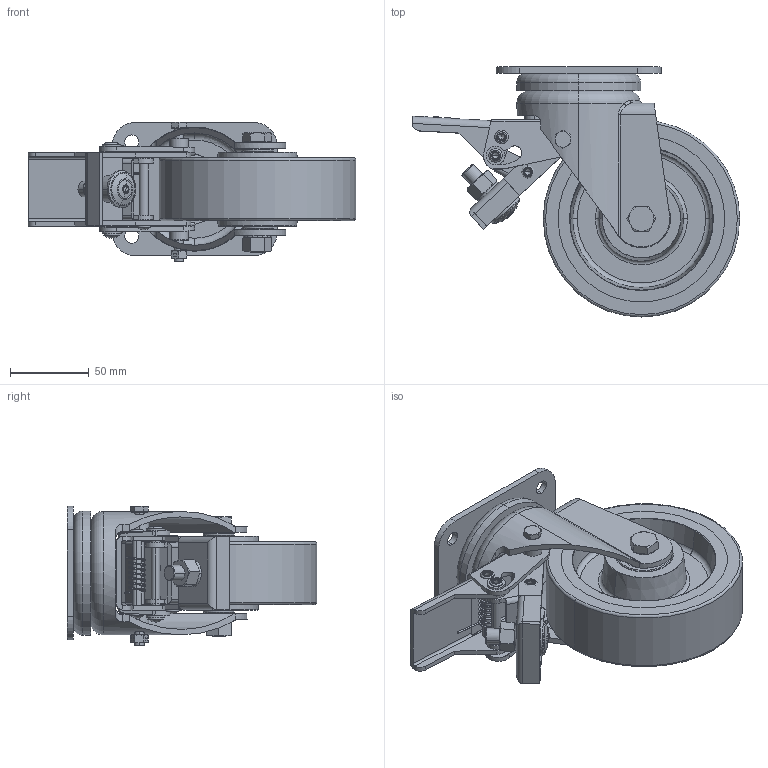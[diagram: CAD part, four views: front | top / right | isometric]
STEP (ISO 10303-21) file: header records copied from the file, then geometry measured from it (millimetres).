
FILE_DESCRIPTION (( 'STEP AP214' ), '1' );
FILE_NAME ('0012034_L-HO-PUZG-125-K-3-DSV-B40.STEP', '2016-11-30T11:17:13', ( '' ), ( '' ), 'SwSTEP 2.0', 'SolidWorks 2016', '' );
FILE_SCHEMA (( 'AUTOMOTIVE_DESIGN' ));
Length unit declared in the file: millimetre
Products named in the file (1): 0012034_L-HO-PUZG-125-K-3-DSV-B40
Bounding box: 208.29 x 159 x 89 mm (x, y, z)
Surface area: 211691.3 mm2 (no closed solid volume)
Topology: 0 solids, 37 shells, 852 faces, 2064 edges, 1265 vertices
Faces by surface type: plane 276, cylinder 266, cone 157, torus 81, bspline 71, sphere 1
Entity records: 40079 total; most frequent: CARTESIAN_POINT 10992, DIRECTION 4131, ORIENTED_EDGE 4040, EDGE_CURVE 2020, AXIS2_PLACEMENT_3D 1663, VERTEX_POINT 1265, EDGE_LOOP 975, CIRCLE 881
